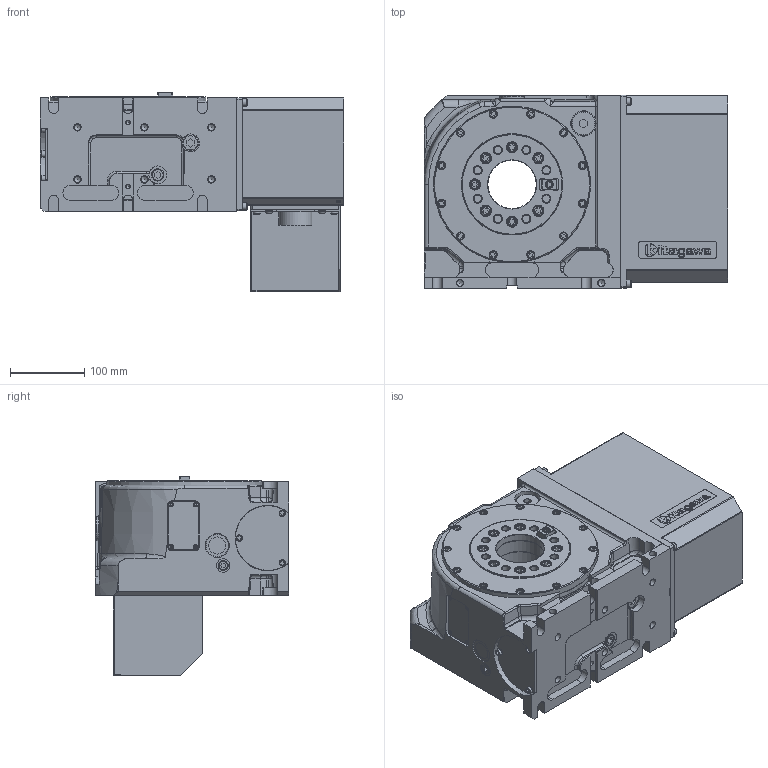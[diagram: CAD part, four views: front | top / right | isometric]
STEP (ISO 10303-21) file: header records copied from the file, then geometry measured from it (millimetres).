
FILE_DESCRIPTION(/* description */ ('Unknown'),/* implementation_level */ '2;1');
FILE_NAME(/* name */ 'MK200RAV02-Solid',/* time_stamp */ '2019-08-23T10:41:05+01:00',/* author */ ('Unknown'),/* organization */ ('Unknown'),/* preprocessor_version */ 'ST-DEVELOPER v16.7',/* originating_system */ 'DEX',/* authorisation */ $);
FILE_SCHEMA (('AUTOMOTIVE_DESIGN {1 0 10303 214 3 1 1}'));
Products named in the file (1): MK200RAV02 OUTSIDE VIEW
Bounding box: 408 x 260 x 268 mm (x, y, z)
Volume: 13597475.8 mm3; surface area: 794569.7 mm2
Topology: 17 solids, 71 shells, 2846 faces, 7250 edges, 4770 vertices
Faces by surface type: plane 2074, cylinder 482, cone 221, bspline 31, torus 22, sphere 16
Full cylindrical faces by diameter (mm): 3.3 x4, 4.2 x3, 5 x47, 6 x51, 6.4 x4, 6.6 x10, 6.8 x2, 7 x5, 7.9 x1, 8 x12, 8.5 x9, 8.566 x1, 8.8 x2, 9 x15, 9.2 x3, 10 x50, 10.5 x4, 10.7 x3, 10.8 x1, 11 x21, 11.5 x1, 12 x5, 12.5 x1, 13 x7, 14 x9, 14.3 x1, 18 x2, 18.5 x1, 20 x5, 21 x1
Entity records: 101895 total; most frequent: CARTESIAN_POINT 16748, DIRECTION 13175, ORIENTED_EDGE 13042, EDGE_CURVE 6521, LINE 5193, VECTOR 5193, VERTEX_POINT 4636, AXIS2_PLACEMENT_3D 3991
